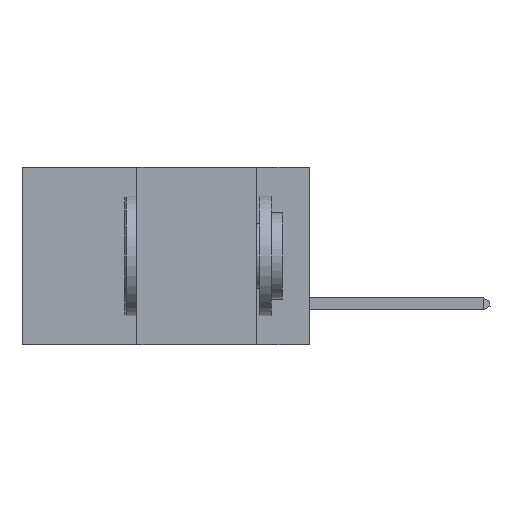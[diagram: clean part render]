
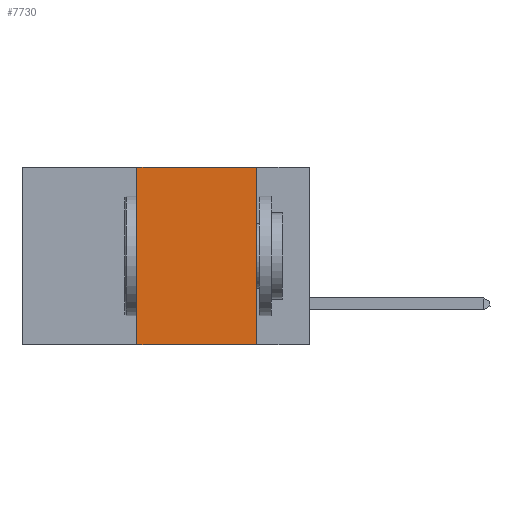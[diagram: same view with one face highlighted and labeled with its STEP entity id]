
A CAD part, left-side view. The second image highlights one B-rep face of the part: STEP entity #7730.
In plain terms, the highlighted planar face has unit normal (-1, 0, 0).
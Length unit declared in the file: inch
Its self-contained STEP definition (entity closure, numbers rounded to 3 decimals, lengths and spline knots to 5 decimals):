
#347 = ORIENTED_EDGE ( 'NONE', *, *, #6956, .F. ) ;
#654 = DIRECTION ( 'NONE',  ( 0., -1., 0. ) ) ;
#781 = LINE ( 'NONE', #9930, #6452 ) ;
#1038 = LINE ( 'NONE', #2189, #2638 ) ;
#1226 = LINE ( 'NONE', #7612, #3093 ) ;
#1318 = AXIS2_PLACEMENT_3D ( 'NONE', #2309, #8678, #5534 ) ;
#1670 = VERTEX_POINT ( 'NONE', #6373 ) ;
#1855 = ORIENTED_EDGE ( 'NONE', *, *, #8003, .F. ) ;
#2123 = DIRECTION ( 'NONE',  ( 0., 0., 1. ) ) ;
#2189 = CARTESIAN_POINT ( 'NONE',  ( 0., 0.6, 0. ) ) ;
#2309 = CARTESIAN_POINT ( 'NONE',  ( 0., 0.6, 0. ) ) ;
#2638 = VECTOR ( 'NONE', #2971, 39.37008 ) ;
#2971 = DIRECTION ( 'NONE',  ( 0., -1., 0. ) ) ;
#3066 = CARTESIAN_POINT ( 'NONE',  ( 0., 0.11, -0.37 ) ) ;
#3093 = VECTOR ( 'NONE', #654, 39.37008 ) ;
#3656 = LINE ( 'NONE', #9476, #4028 ) ;
#4028 = VECTOR ( 'NONE', #6379, 39.37008 ) ;
#4361 = VERTEX_POINT ( 'NONE', #8223 ) ;
#4449 = EDGE_CURVE ( 'NONE', #4361, #9057, #1226, .T. ) ;
#4549 = CARTESIAN_POINT ( 'NONE',  ( 0., 0.36, 0. ) ) ;
#5534 = DIRECTION ( 'NONE',  ( 0., 0., -1. ) ) ;
#6373 = CARTESIAN_POINT ( 'NONE',  ( 0., 0.11, 0. ) ) ;
#6379 = DIRECTION ( 'NONE',  ( 0., 0., -1. ) ) ;
#6452 = VECTOR ( 'NONE', #2123, 39.37008 ) ;
#6830 = ORIENTED_EDGE ( 'NONE', *, *, #8082, .F. ) ;
#6956 = EDGE_CURVE ( 'NONE', #1670, #9057, #3656, .T. ) ;
#7320 = EDGE_LOOP ( 'NONE', ( #347, #6830, #1855, #8500 ) ) ;
#7612 = CARTESIAN_POINT ( 'NONE',  ( 0., 0.6, -0.37 ) ) ;
#7730 = ADVANCED_FACE ( 'NONE', ( #8560 ), #9414, .F. ) ;
#8003 = EDGE_CURVE ( 'NONE', #4361, #9978, #781, .T. ) ;
#8082 = EDGE_CURVE ( 'NONE', #9978, #1670, #1038, .T. ) ;
#8223 = CARTESIAN_POINT ( 'NONE',  ( 0., 0.36, -0.37 ) ) ;
#8500 = ORIENTED_EDGE ( 'NONE', *, *, #4449, .T. ) ;
#8560 = FACE_OUTER_BOUND ( 'NONE', #7320, .T. ) ;
#8678 = DIRECTION ( 'NONE',  ( 1., 0., 0. ) ) ;
#9057 = VERTEX_POINT ( 'NONE', #3066 ) ;
#9414 = PLANE ( 'NONE',  #1318 ) ;
#9476 = CARTESIAN_POINT ( 'NONE',  ( 0., 0.11, 0. ) ) ;
#9930 = CARTESIAN_POINT ( 'NONE',  ( 0., 0.36, 0. ) ) ;
#9978 = VERTEX_POINT ( 'NONE', #4549 ) ;
